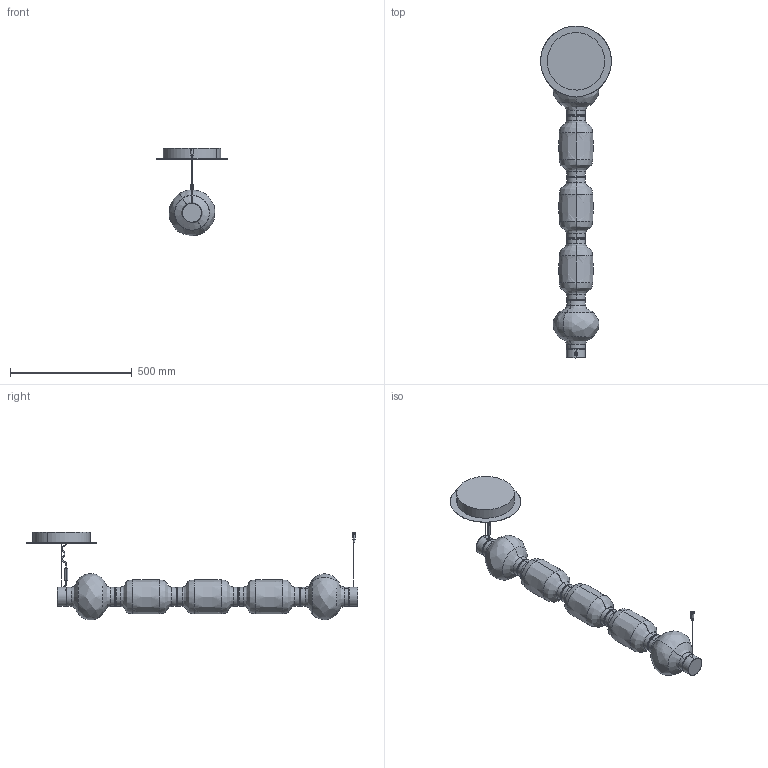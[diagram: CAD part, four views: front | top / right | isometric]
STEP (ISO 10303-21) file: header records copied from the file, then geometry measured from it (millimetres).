
FILE_DESCRIPTION(/* description */ (''),/* implementation_level */ '2;1');
FILE_NAME(/* name */ 'ALAMBICCO HORIZONTAL semplificato',/* time_stamp */ '2025-04-17T11:18:51+02:00',/* author */ (''),/* organization */ (''),/* preprocessor_version */ 'ST-DEVELOPER v16.5',/* originating_system */ 'Rhino 7.37',/* authorisation */ '');
FILE_SCHEMA (('AUTOMOTIVE_DESIGN'));
Length unit declared in the file: millimetre
Products named in the file (8): Document; Y104002274_A-CAVETTO SOSP.D.0.8 L_2000 MM; X304000029_--BLOCCACAVO DINAMICO A SOFF.COMPL.NICH.; Y202000619_--ALAMBICCO GUARNIZIONE VETRI; Y302000921_--ALAMBICCO TUBO VETRO D60 RIGATURA FINE 1163_5mm; Y102019008_A-ALAMBICCO LASTRA ROSONE ORIZZONTALE; Y302000919_--ALAMBICCO VETRO 190; Y302000920_--ALAMBICCO VETRO 140
Assembly tree (14 placements, depth 2):
  Document
    Y104002274_A-CAVETTO SOSP.D.0.8 L_2000 MM
    X304000029_--BLOCCACAVO DINAMICO A SOFF.COMPL.NICH.
    Y202000619_--ALAMBICCO GUARNIZIONE VETRI  x5
    Y302000921_--ALAMBICCO TUBO VETRO D60 RIGATURA FINE 1163_5mm
    Y102019008_A-ALAMBICCO LASTRA ROSONE ORIZZONTALE
    Y302000919_--ALAMBICCO VETRO 190  x2
    Y302000920_--ALAMBICCO VETRO 140  x3
Bounding box: 289.98 x 1361.6 x 360.73 mm (x, y, z)
Volume: 3927305.3 mm3; surface area: 1836123 mm2
Topology: 21 solids, 29 shells, 649 faces, 1375 edges, 780 vertices
Faces by surface type: bspline 421, cylinder 162, plane 66
Entity records: 30537 total; most frequent: CARTESIAN_POINT 24398, ORIENTED_EDGE 1881, EDGE_CURVE 952, VERTEX_POINT 555, EDGE_LOOP 465, ADVANCED_FACE 439, FACE_OUTER_BOUND 439, B_SPLINE_CURVE_WITH_KNOTS 303
